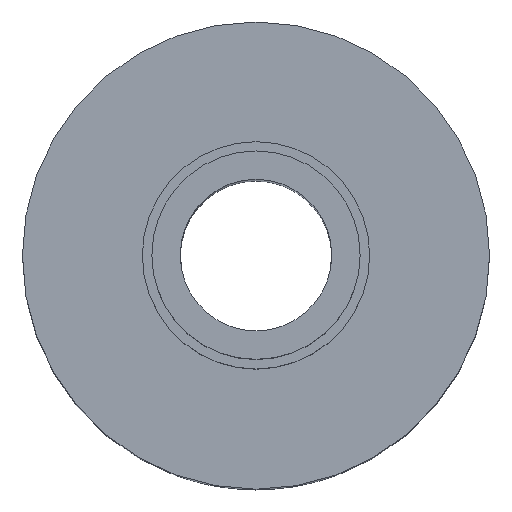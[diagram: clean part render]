
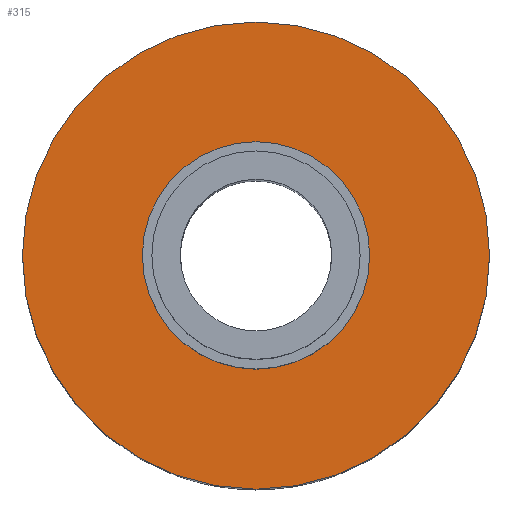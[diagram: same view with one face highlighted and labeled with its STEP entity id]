
A CAD part, top view. The second image highlights one B-rep face of the part: STEP entity #315.
In plain terms, the highlighted planar face has unit normal (0, 0, 1).
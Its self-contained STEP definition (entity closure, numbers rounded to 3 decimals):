
#12 = DIRECTION ( 'NONE',  ( 0., 0., 1. ) ) ;
#22 = CIRCLE ( 'NONE', #406, 18.5 ) ;
#63 = PLANE ( 'NONE',  #679 ) ;
#64 = ORIENTED_EDGE ( 'NONE', *, *, #545, .T. ) ;
#85 = DIRECTION ( 'NONE',  ( 0., 0., 1. ) ) ;
#94 = DIRECTION ( 'NONE',  ( 1., 0., 0. ) ) ;
#112 = EDGE_CURVE ( 'NONE', #150, #188, #22, .T. ) ;
#145 = CIRCLE ( 'NONE', #467, 9. ) ;
#150 = VERTEX_POINT ( 'NONE', #449 ) ;
#188 = VERTEX_POINT ( 'NONE', #786 ) ;
#209 = CARTESIAN_POINT ( 'NONE',  ( 0., 0., 36. ) ) ;
#235 = AXIS2_PLACEMENT_3D ( 'NONE', #209, #12, #94 ) ;
#263 = ORIENTED_EDGE ( 'NONE', *, *, #112, .T. ) ;
#308 = ORIENTED_EDGE ( 'NONE', *, *, #759, .F. ) ;
#310 = DIRECTION ( 'NONE',  ( 1., 0., 0. ) ) ;
#315 = ADVANCED_FACE ( 'NONE', ( #798, #605 ), #63, .T. ) ;
#406 = AXIS2_PLACEMENT_3D ( 'NONE', #572, #493, #562 ) ;
#447 = CARTESIAN_POINT ( 'NONE',  ( 9., 0., 36. ) ) ;
#449 = CARTESIAN_POINT ( 'NONE',  ( -18.5, 0., 36. ) ) ;
#466 = CIRCLE ( 'NONE', #235, 18.5 ) ;
#467 = AXIS2_PLACEMENT_3D ( 'NONE', #516, #580, #310 ) ;
#489 = EDGE_CURVE ( 'NONE', #649, #556, #764, .T. ) ;
#493 = DIRECTION ( 'NONE',  ( 0., 0., 1. ) ) ;
#516 = CARTESIAN_POINT ( 'NONE',  ( 0., 0., 36. ) ) ;
#525 = CARTESIAN_POINT ( 'NONE',  ( 0., 0., 36. ) ) ;
#531 = DIRECTION ( 'NONE',  ( 0., 0., 1. ) ) ;
#544 = CARTESIAN_POINT ( 'NONE',  ( 0., 0., 36. ) ) ;
#545 = EDGE_CURVE ( 'NONE', #188, #150, #466, .T. ) ;
#549 = AXIS2_PLACEMENT_3D ( 'NONE', #544, #85, #821 ) ;
#556 = VERTEX_POINT ( 'NONE', #687 ) ;
#562 = DIRECTION ( 'NONE',  ( 1., 0., 0. ) ) ;
#572 = CARTESIAN_POINT ( 'NONE',  ( 0., 0., 36. ) ) ;
#574 = ORIENTED_EDGE ( 'NONE', *, *, #489, .F. ) ;
#580 = DIRECTION ( 'NONE',  ( 0., 0., 1. ) ) ;
#591 = DIRECTION ( 'NONE',  ( 1., 0., 0. ) ) ;
#605 = FACE_OUTER_BOUND ( 'NONE', #852, .T. ) ;
#649 = VERTEX_POINT ( 'NONE', #447 ) ;
#679 = AXIS2_PLACEMENT_3D ( 'NONE', #525, #531, #591 ) ;
#687 = CARTESIAN_POINT ( 'NONE',  ( -9., 0., 36. ) ) ;
#759 = EDGE_CURVE ( 'NONE', #556, #649, #145, .T. ) ;
#764 = CIRCLE ( 'NONE', #549, 9. ) ;
#786 = CARTESIAN_POINT ( 'NONE',  ( 18.5, 0., 36. ) ) ;
#787 = EDGE_LOOP ( 'NONE', ( #308, #574 ) ) ;
#798 = FACE_BOUND ( 'NONE', #787, .T. ) ;
#821 = DIRECTION ( 'NONE',  ( 1., 0., 0. ) ) ;
#852 = EDGE_LOOP ( 'NONE', ( #263, #64 ) ) ;
